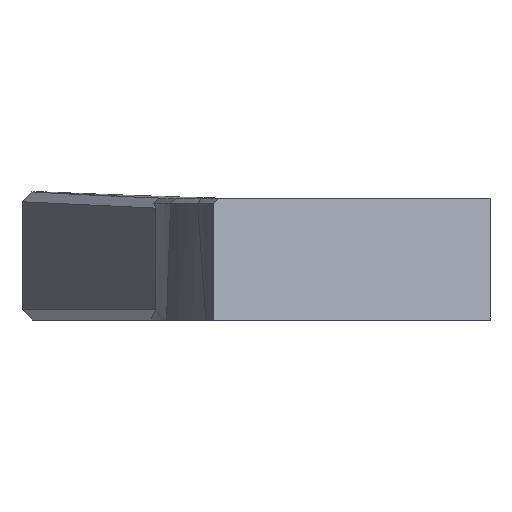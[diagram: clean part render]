
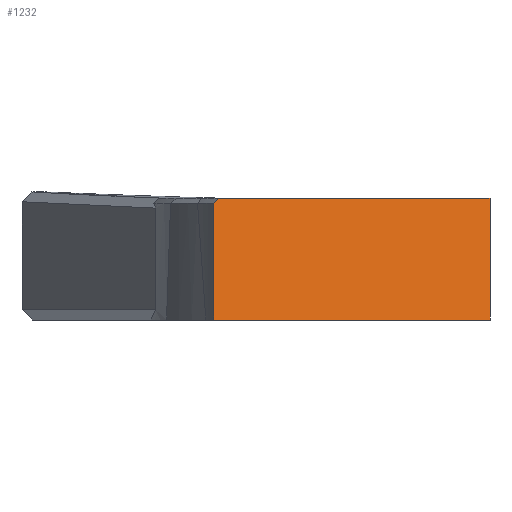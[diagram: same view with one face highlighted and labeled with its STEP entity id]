
A CAD part, front view. The second image highlights one B-rep face of the part: STEP entity #1232.
In plain terms, the highlighted planar face has unit normal (0.375, -0.927, 0).
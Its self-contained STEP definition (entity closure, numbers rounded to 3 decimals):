
#4 = VERTEX_POINT ( 'NONE', #1460 ) ;
#45 = DIRECTION ( 'NONE',  ( 0.656, 0.265, 0.707 ) ) ;
#74 = VECTOR ( 'NONE', #634, 1000. ) ;
#153 = VERTEX_POINT ( 'NONE', #1483 ) ;
#170 = VERTEX_POINT ( 'NONE', #672 ) ;
#262 = VECTOR ( 'NONE', #845, 1000. ) ;
#269 = CARTESIAN_POINT ( 'NONE',  ( 0., 0., 46.8 ) ) ;
#298 = EDGE_LOOP ( 'NONE', ( #1052, #689, #887, #758, #1268 ) ) ;
#308 = VECTOR ( 'NONE', #1299, 1000. ) ;
#371 = LINE ( 'NONE', #1062, #308 ) ;
#374 = DIRECTION ( 'NONE',  ( 0., 0., -1. ) ) ;
#385 = VECTOR ( 'NONE', #374, 1000. ) ;
#400 = EDGE_CURVE ( 'NONE', #170, #4, #1091, .T. ) ;
#471 = EDGE_CURVE ( 'NONE', #170, #153, #527, .T. ) ;
#479 = EDGE_CURVE ( 'NONE', #1188, #1140, #537, .T. ) ;
#513 = CARTESIAN_POINT ( 'NONE',  ( -25.498, -10.302, 3. ) ) ;
#527 = LINE ( 'NONE', #269, #588 ) ;
#537 = LINE ( 'NONE', #513, #74 ) ;
#588 = VECTOR ( 'NONE', #45, 1000. ) ;
#634 = DIRECTION ( 'NONE',  ( 0., 0., 1. ) ) ;
#651 = CARTESIAN_POINT ( 'NONE',  ( -25.498, -10.302, 3. ) ) ;
#672 = CARTESIAN_POINT ( 'NONE',  ( -36.16, -14.61, 7.8 ) ) ;
#689 = ORIENTED_EDGE ( 'NONE', *, *, #1513, .T. ) ;
#758 = ORIENTED_EDGE ( 'NONE', *, *, #1169, .F. ) ;
#762 = DIRECTION ( 'NONE',  ( 0.927, 0.375, 0. ) ) ;
#770 = PLANE ( 'NONE',  #1050 ) ;
#845 = DIRECTION ( 'NONE',  ( 0.927, 0.375, 0. ) ) ;
#860 = DIRECTION ( 'NONE',  ( 0.375, -0.927, 0. ) ) ;
#887 = ORIENTED_EDGE ( 'NONE', *, *, #479, .T. ) ;
#935 = CARTESIAN_POINT ( 'NONE',  ( -25.498, -10.302, 8. ) ) ;
#958 = LINE ( 'NONE', #935, #262 ) ;
#1050 = AXIS2_PLACEMENT_3D ( 'NONE', #651, #860, #762 ) ;
#1052 = ORIENTED_EDGE ( 'NONE', *, *, #400, .T. ) ;
#1062 = CARTESIAN_POINT ( 'NONE',  ( -25.498, -10.302, 3.3 ) ) ;
#1091 = LINE ( 'NONE', #1576, #385 ) ;
#1104 = FACE_OUTER_BOUND ( 'NONE', #298, .T. ) ;
#1140 = VERTEX_POINT ( 'NONE', #1455 ) ;
#1169 = EDGE_CURVE ( 'NONE', #153, #1140, #958, .T. ) ;
#1188 = VERTEX_POINT ( 'NONE', #1471 ) ;
#1232 = ADVANCED_FACE ( 'NONE', ( #1104 ), #770, .T. ) ;
#1268 = ORIENTED_EDGE ( 'NONE', *, *, #471, .F. ) ;
#1299 = DIRECTION ( 'NONE',  ( 0.927, 0.375, 0. ) ) ;
#1455 = CARTESIAN_POINT ( 'NONE',  ( -25.498, -10.302, 8. ) ) ;
#1460 = CARTESIAN_POINT ( 'NONE',  ( -36.16, -14.61, 3.3 ) ) ;
#1471 = CARTESIAN_POINT ( 'NONE',  ( -25.498, -10.302, 3.3 ) ) ;
#1483 = CARTESIAN_POINT ( 'NONE',  ( -35.975, -14.535, 8. ) ) ;
#1513 = EDGE_CURVE ( 'NONE', #4, #1188, #371, .T. ) ;
#1576 = CARTESIAN_POINT ( 'NONE',  ( -36.16, -14.61, 8. ) ) ;
